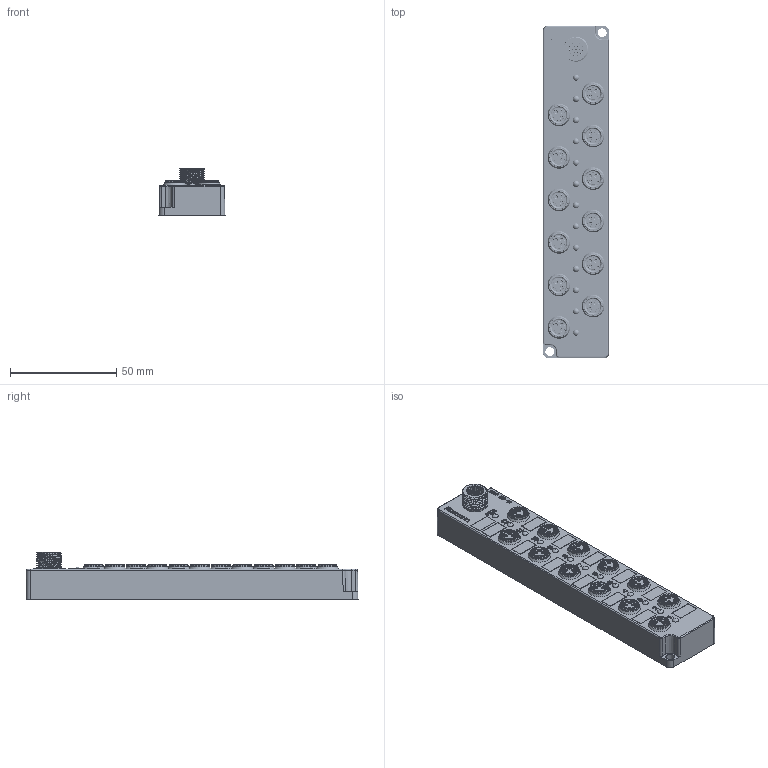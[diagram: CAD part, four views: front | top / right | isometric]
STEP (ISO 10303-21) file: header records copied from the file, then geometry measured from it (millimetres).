
FILE_DESCRIPTION(/* description */ (''),/* implementation_level */ '2;1');
FILE_NAME(/* name */ 'S011-M8-12 3D.stp',/* time_stamp */ '2024-08-15T17:14:07+08:00',/* author */ (''),/* organization */ (''),/* preprocessor_version */ 'ST-DEVELOPER v14',/* originating_system */ 'SIEMENS PLM Software NX 8.0',/* authorisation */ '');
FILE_SCHEMA (('AUTOMOTIVE_DESIGN { 1 0 10303 214 3 1 1 1 }'));
Products named in the file (1): S011-M8-12 3D_stp
Bounding box: 31.05 x 156.17 x 22.5 mm (x, y, z)
Volume: 140.3 mm3; surface area: 26338.9 mm2
Topology: 42 solids, 62 shells, 2330 faces, 6650 edges, 4430 vertices
Faces by surface type: plane 1064, extrusion 523, cylinder 376, cone 231, bspline 54, sphere 44, torus 38
Full cylindrical faces by diameter (mm): 0.6 x17, 1.1 x36, 1.2 x36, 1.4 x72, 1.5 x72, 4.1 x2, 6 x12, 6.9 x6, 7 x12, 7.5 x12, 8.3 x1, 11.7 x7
Entity records: 109241 total; most frequent: CARTESIAN_POINT 44872, ORIENTED_EDGE 11630, DIRECTION 9607, EDGE_CURVE 5815, VERTEX_POINT 4056, VECTOR 3557, EDGE_LOOP 3137, LINE 3034
